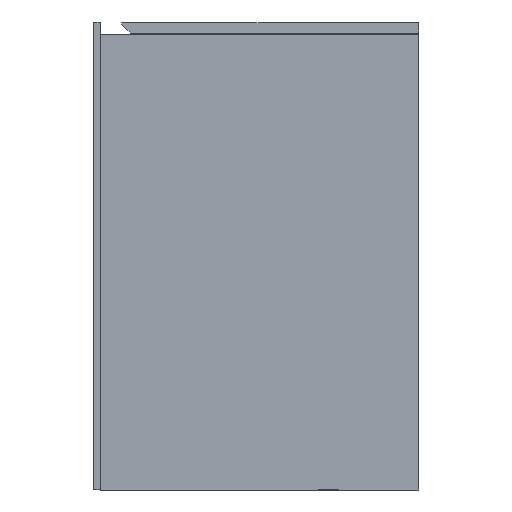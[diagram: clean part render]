
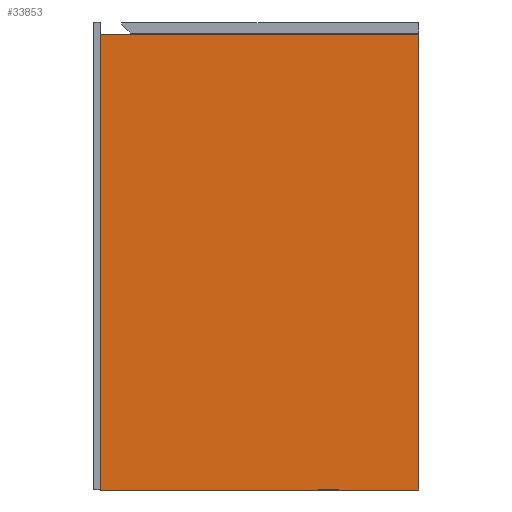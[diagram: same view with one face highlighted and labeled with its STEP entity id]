
A CAD part, left-side view. The second image highlights one B-rep face of the part: STEP entity #33853.
In plain terms, the highlighted planar face has unit normal (-1, 0, 0).
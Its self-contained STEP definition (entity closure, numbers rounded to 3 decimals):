
#2632 = DIRECTION ( 'NONE',  ( 0., 0., -1. ) ) ;
#3542 = ORIENTED_EDGE ( 'NONE', *, *, #13114, .F. ) ;
#7114 = PLANE ( 'NONE',  #20105 ) ;
#9867 = CARTESIAN_POINT ( 'NONE',  ( 2., 374., -550. ) ) ;
#12158 = VECTOR ( 'NONE', #55527, 1000. ) ;
#12363 = EDGE_CURVE ( 'NONE', #32381, #42481, #37492, .T. ) ;
#13114 = EDGE_CURVE ( 'NONE', #25642, #42481, #20552, .T. ) ;
#14836 = DIRECTION ( 'NONE',  ( 0., 0., 1. ) ) ;
#17022 = CARTESIAN_POINT ( 'NONE',  ( 2., 0., -550. ) ) ;
#17997 = CARTESIAN_POINT ( 'NONE',  ( 2., 374., -15. ) ) ;
#19178 = LINE ( 'NONE', #37353, #12158 ) ;
#20105 = AXIS2_PLACEMENT_3D ( 'NONE', #25294, #43491, #2632 ) ;
#20552 = LINE ( 'NONE', #38729, #39018 ) ;
#25294 = CARTESIAN_POINT ( 'NONE',  ( 2., 909.337, -550. ) ) ;
#25501 = VECTOR ( 'NONE', #28045, 1000. ) ;
#25642 = VERTEX_POINT ( 'NONE', #17997 ) ;
#26743 = EDGE_CURVE ( 'NONE', #27913, #32381, #19178, .T. ) ;
#27913 = VERTEX_POINT ( 'NONE', #49919 ) ;
#28045 = DIRECTION ( 'NONE',  ( 0., 0., 1. ) ) ;
#28200 = EDGE_LOOP ( 'NONE', ( #57742, #28534, #37438, #3542 ) ) ;
#28534 = ORIENTED_EDGE ( 'NONE', *, *, #26743, .T. ) ;
#29644 = CARTESIAN_POINT ( 'NONE',  ( 2., 0., -15. ) ) ;
#32381 = VERTEX_POINT ( 'NONE', #17022 ) ;
#33853 = ADVANCED_FACE ( 'NONE', ( #47957 ), #7114, .F. ) ;
#34266 = VECTOR ( 'NONE', #14836, 1000. ) ;
#37353 = CARTESIAN_POINT ( 'NONE',  ( 2., 909.337, -550. ) ) ;
#37438 = ORIENTED_EDGE ( 'NONE', *, *, #12363, .T. ) ;
#37492 = LINE ( 'NONE', #55671, #34266 ) ;
#38729 = CARTESIAN_POINT ( 'NONE',  ( 2., 909.337, -15. ) ) ;
#39018 = VECTOR ( 'NONE', #56905, 1000. ) ;
#42481 = VERTEX_POINT ( 'NONE', #29644 ) ;
#43491 = DIRECTION ( 'NONE',  ( 1., 0., 0. ) ) ;
#47957 = FACE_OUTER_BOUND ( 'NONE', #28200, .T. ) ;
#49919 = CARTESIAN_POINT ( 'NONE',  ( 2., 374., -550. ) ) ;
#50704 = LINE ( 'NONE', #9867, #25501 ) ;
#54901 = EDGE_CURVE ( 'NONE', #27913, #25642, #50704, .T. ) ;
#55527 = DIRECTION ( 'NONE',  ( 0., -1., 0. ) ) ;
#55671 = CARTESIAN_POINT ( 'NONE',  ( 2., 0., -550. ) ) ;
#56905 = DIRECTION ( 'NONE',  ( 0., -1., 0. ) ) ;
#57742 = ORIENTED_EDGE ( 'NONE', *, *, #54901, .F. ) ;
